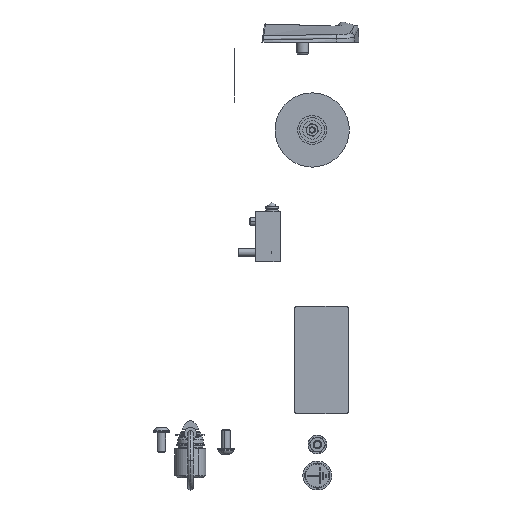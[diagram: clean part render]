
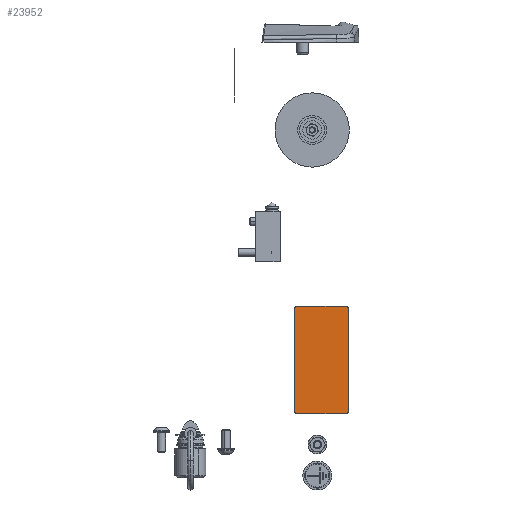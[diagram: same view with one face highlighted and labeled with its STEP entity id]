
A CAD part, left-side view. The second image highlights one B-rep face of the part: STEP entity #23952.
In plain terms, the highlighted face is planar.
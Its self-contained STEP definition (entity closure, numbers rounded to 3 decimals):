
#657 = DIRECTION ( 'NONE',  ( 0., 1., 0. ) ) ;
#661 = CARTESIAN_POINT ( 'NONE',  ( -26., 0.08, 12. ) ) ;
#910 = CARTESIAN_POINT ( 'NONE',  ( 25., 0.08, -13. ) ) ;
#3144 = CARTESIAN_POINT ( 'NONE',  ( 26., 0.08, -12. ) ) ;
#3149 = CARTESIAN_POINT ( 'NONE',  ( -25., 0.08, 13. ) ) ;
#3707 = CIRCLE ( 'NONE', #20885, 1. ) ;
#3901 = CARTESIAN_POINT ( 'NONE',  ( 26., 0.08, 12. ) ) ;
#5407 = VERTEX_POINT ( 'NONE', #13853 ) ;
#5580 = LINE ( 'NONE', #19866, #9618 ) ;
#5791 = DIRECTION ( 'NONE',  ( 0., -1., 0. ) ) ;
#6026 = AXIS2_PLACEMENT_3D ( 'NONE', #8790, #13230, #23075 ) ;
#6742 = DIRECTION ( 'NONE',  ( 0., 0., -1. ) ) ;
#8622 = ORIENTED_EDGE ( 'NONE', *, *, #10928, .T. ) ;
#8708 = VECTOR ( 'NONE', #22210, 1000. ) ;
#8790 = CARTESIAN_POINT ( 'NONE',  ( 25., 0.08, 12. ) ) ;
#9176 = EDGE_LOOP ( 'NONE', ( #17469, #15139, #11374, #18624, #27930, #8622, #21024, #10974 ) ) ;
#9618 = VECTOR ( 'NONE', #17109, 1000. ) ;
#10414 = CARTESIAN_POINT ( 'NONE',  ( 25., 0.08, -12. ) ) ;
#10704 = AXIS2_PLACEMENT_3D ( 'NONE', #10414, #5791, #21939 ) ;
#10825 = DIRECTION ( 'NONE',  ( 0., 0., -1. ) ) ;
#10928 = EDGE_CURVE ( 'NONE', #14136, #11083, #21746, .T. ) ;
#10974 = ORIENTED_EDGE ( 'NONE', *, *, #24688, .T. ) ;
#11083 = VERTEX_POINT ( 'NONE', #13121 ) ;
#11346 = VERTEX_POINT ( 'NONE', #910 ) ;
#11374 = ORIENTED_EDGE ( 'NONE', *, *, #21520, .T. ) ;
#11429 = CIRCLE ( 'NONE', #6026, 1. ) ;
#12280 = EDGE_CURVE ( 'NONE', #11083, #28773, #11429, .T. ) ;
#12368 = DIRECTION ( 'NONE',  ( 1., 0., 0. ) ) ;
#13121 = CARTESIAN_POINT ( 'NONE',  ( 25., 0.08, 13. ) ) ;
#13174 = VECTOR ( 'NONE', #10825, 1000. ) ;
#13230 = DIRECTION ( 'NONE',  ( 0., 1., 0. ) ) ;
#13853 = CARTESIAN_POINT ( 'NONE',  ( -26., 0.08, -12. ) ) ;
#14136 = VERTEX_POINT ( 'NONE', #17186 ) ;
#14668 = LINE ( 'NONE', #661, #8708 ) ;
#15122 = AXIS2_PLACEMENT_3D ( 'NONE', #21744, #657, #15888 ) ;
#15139 = ORIENTED_EDGE ( 'NONE', *, *, #22003, .T. ) ;
#15218 = CARTESIAN_POINT ( 'NONE',  ( -25., 0.08, -13. ) ) ;
#15733 = CARTESIAN_POINT ( 'NONE',  ( 26., 0.08, 12. ) ) ;
#15888 = DIRECTION ( 'NONE',  ( 0., 0., -1. ) ) ;
#17109 = DIRECTION ( 'NONE',  ( -1., 0., 0. ) ) ;
#17186 = CARTESIAN_POINT ( 'NONE',  ( -25., 0.08, 13. ) ) ;
#17469 = ORIENTED_EDGE ( 'NONE', *, *, #20740, .T. ) ;
#18624 = ORIENTED_EDGE ( 'NONE', *, *, #20510, .T. ) ;
#18952 = CARTESIAN_POINT ( 'NONE',  ( 25., 0.08, -12. ) ) ;
#19464 = AXIS2_PLACEMENT_3D ( 'NONE', #18952, #28491, #27885 ) ;
#19866 = CARTESIAN_POINT ( 'NONE',  ( -25., 0.08, -13. ) ) ;
#20508 = CIRCLE ( 'NONE', #15122, 1. ) ;
#20510 = EDGE_CURVE ( 'NONE', #5407, #28810, #14668, .T. ) ;
#20740 = EDGE_CURVE ( 'NONE', #27834, #11346, #28811, .T. ) ;
#20885 = AXIS2_PLACEMENT_3D ( 'NONE', #25806, #30296, #6742 ) ;
#21024 = ORIENTED_EDGE ( 'NONE', *, *, #12280, .T. ) ;
#21520 = EDGE_CURVE ( 'NONE', #30117, #5407, #3707, .T. ) ;
#21744 = CARTESIAN_POINT ( 'NONE',  ( -25., 0.08, 12. ) ) ;
#21746 = LINE ( 'NONE', #3149, #27649 ) ;
#21939 = DIRECTION ( 'NONE',  ( 0., 0., -1. ) ) ;
#22003 = EDGE_CURVE ( 'NONE', #11346, #30117, #5580, .T. ) ;
#22210 = DIRECTION ( 'NONE',  ( 0., 0., 1. ) ) ;
#23075 = DIRECTION ( 'NONE',  ( 0., 0., 1. ) ) ;
#23952 = ADVANCED_FACE ( 'NONE', ( #30440 ), #25801, .F. ) ;
#24506 = EDGE_CURVE ( 'NONE', #28810, #14136, #20508, .T. ) ;
#24688 = EDGE_CURVE ( 'NONE', #28773, #27834, #27571, .T. ) ;
#25801 = PLANE ( 'NONE',  #10704 ) ;
#25806 = CARTESIAN_POINT ( 'NONE',  ( -25., 0.08, -12. ) ) ;
#27571 = LINE ( 'NONE', #15733, #13174 ) ;
#27649 = VECTOR ( 'NONE', #12368, 1000. ) ;
#27834 = VERTEX_POINT ( 'NONE', #3144 ) ;
#27885 = DIRECTION ( 'NONE',  ( 0., 0., -1. ) ) ;
#27930 = ORIENTED_EDGE ( 'NONE', *, *, #24506, .T. ) ;
#28491 = DIRECTION ( 'NONE',  ( 0., 1., 0. ) ) ;
#28773 = VERTEX_POINT ( 'NONE', #3901 ) ;
#28810 = VERTEX_POINT ( 'NONE', #29899 ) ;
#28811 = CIRCLE ( 'NONE', #19464, 1. ) ;
#29899 = CARTESIAN_POINT ( 'NONE',  ( -26., 0.08, 12. ) ) ;
#30117 = VERTEX_POINT ( 'NONE', #15218 ) ;
#30296 = DIRECTION ( 'NONE',  ( 0., 1., 0. ) ) ;
#30440 = FACE_OUTER_BOUND ( 'NONE', #9176, .T. ) ;
